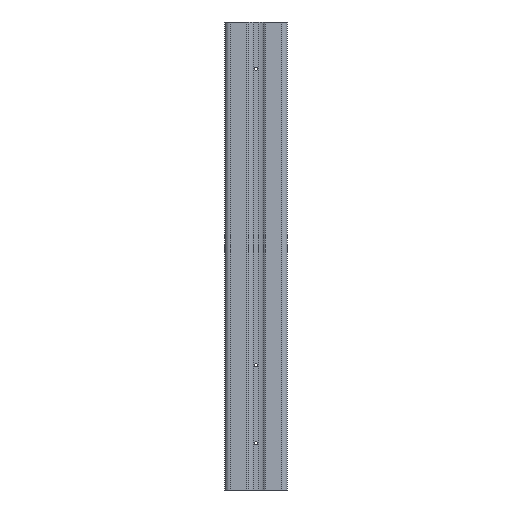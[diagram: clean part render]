
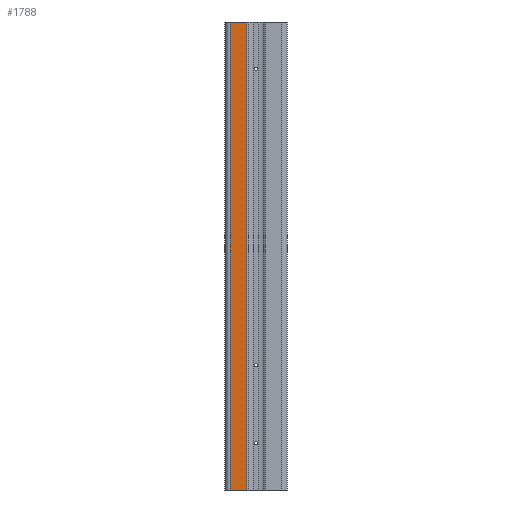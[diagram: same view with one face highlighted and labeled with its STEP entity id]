
A CAD part, front view. The second image highlights one B-rep face of the part: STEP entity #1788.
In plain terms, the highlighted planar face has unit normal (0, -1, 0).
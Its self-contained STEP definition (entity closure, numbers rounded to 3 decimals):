
#39=PLANE('',#1939);
#90=FACE_OUTER_BOUND('',#178,.T.);
#178=EDGE_LOOP('',(#1316,#1317,#1318,#1319));
#323=LINE('',#3116,#483);
#351=LINE('',#3228,#511);
#353=LINE('',#3234,#513);
#354=LINE('',#3235,#514);
#483=VECTOR('',#2138,10.);
#511=VECTOR('',#2224,1000.);
#513=VECTOR('',#2230,1000.);
#514=VECTOR('',#2231,1000.);
#768=VERTEX_POINT('',#3113);
#769=VERTEX_POINT('',#3115);
#824=VERTEX_POINT('',#3227);
#826=VERTEX_POINT('',#3233);
#968=EDGE_CURVE('',#769,#768,#323,.T.);
#1024=EDGE_CURVE('',#824,#769,#351,.T.);
#1027=EDGE_CURVE('',#826,#768,#353,.T.);
#1028=EDGE_CURVE('',#826,#824,#354,.T.);
#1316=ORIENTED_EDGE('',*,*,#968,.T.);
#1317=ORIENTED_EDGE('',*,*,#1027,.F.);
#1318=ORIENTED_EDGE('',*,*,#1028,.T.);
#1319=ORIENTED_EDGE('',*,*,#1024,.T.);
#1788=ADVANCED_FACE('',(#90),#39,.F.);
#1939=AXIS2_PLACEMENT_3D('',#3232,#2228,#2229);
#2138=DIRECTION('',(1.,0.,0.));
#2224=DIRECTION('',(0.,0.,-1.));
#2228=DIRECTION('center_axis',(0.,1.,0.));
#2229=DIRECTION('ref_axis',(1.,0.,0.));
#2230=DIRECTION('',(0.,0.,-1.));
#2231=DIRECTION('',(-1.,0.,0.));
#3113=CARTESIAN_POINT('',(-3.,-10.,307.2));
#3115=CARTESIAN_POINT('',(-8.25,-10.,307.2));
#3116=CARTESIAN_POINT('',(3.5,-10.,307.2));
#3227=CARTESIAN_POINT('',(-8.25,-10.,457.2));
#3228=CARTESIAN_POINT('',(-8.25,-10.,457.2));
#3232=CARTESIAN_POINT('Origin',(-3.,-10.,457.2));
#3233=CARTESIAN_POINT('',(-3.,-10.,457.2));
#3234=CARTESIAN_POINT('',(-3.,-10.,457.2));
#3235=CARTESIAN_POINT('',(-3.,-10.,457.2));
